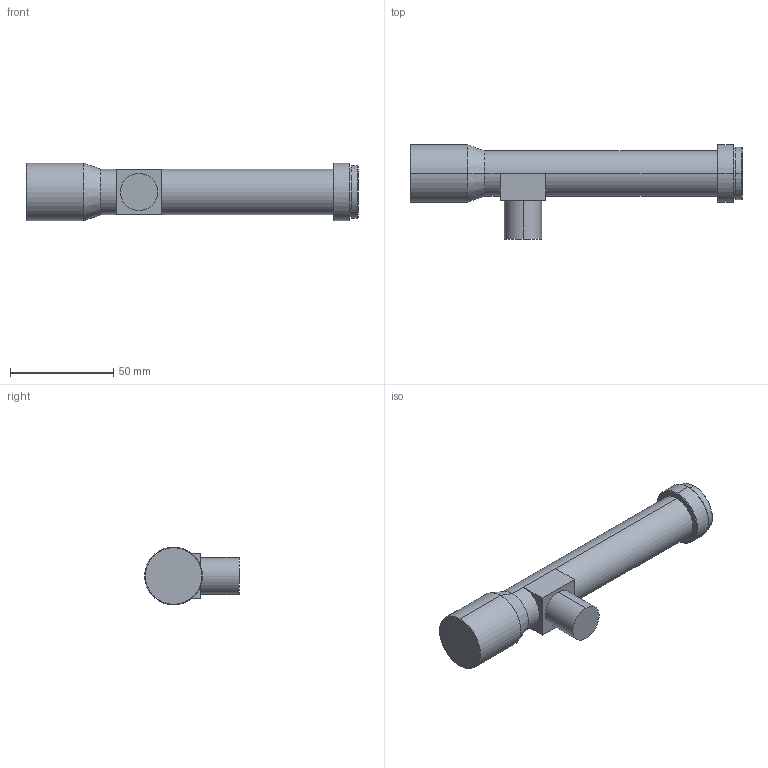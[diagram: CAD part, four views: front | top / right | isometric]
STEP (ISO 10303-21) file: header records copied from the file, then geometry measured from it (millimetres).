
FILE_DESCRIPTION (( 'STEP AP203' ), '1' );
FILE_NAME ('WWH60-110CT STEPͼ.STEP', '2019-10-28T08:19:08', ( '' ), ( '' ), 'SwSTEP 2.0', 'SolidWorks 2014', '' );
FILE_SCHEMA (( 'CONFIG_CONTROL_DESIGN' ));
Length unit declared in the file: millimetre
Products named in the file (1): WWH60-110CT STEPͼ
Bounding box: 161 x 45.9 x 28 mm (x, y, z)
Volume: 77990.7 mm3; surface area: 15006.2 mm2
Topology: 1 solids, 1 shells, 34 faces, 68 edges, 40 vertices
Faces by surface type: cylinder 13, plane 11, cone 10
Entity records: 955 total; most frequent: DIRECTION 172, CARTESIAN_POINT 143, ORIENTED_EDGE 136, AXIS2_PLACEMENT_3D 69, EDGE_CURVE 68, VERTEX_POINT 40, EDGE_LOOP 38, CIRCLE 34
